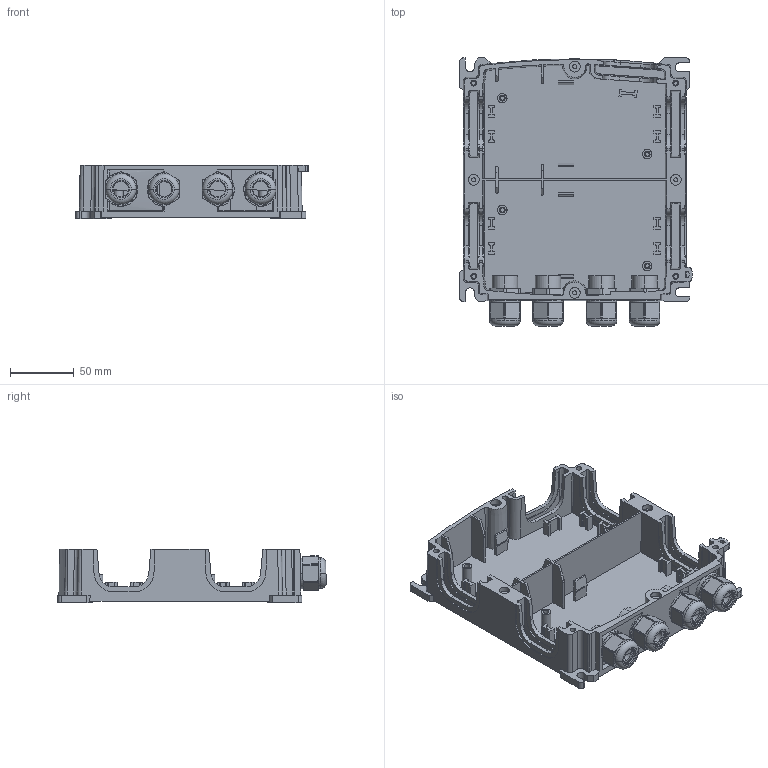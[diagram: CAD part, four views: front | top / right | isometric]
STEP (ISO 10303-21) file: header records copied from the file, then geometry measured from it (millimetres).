
FILE_DESCRIPTION(('CATIA V5 STEP Exchange','CAx-IF Rec.Pracs.--- Model Styling and Organization---1.4--- 2014-01-23'),'2;1');
FILE_NAME ('006728-2_2', '2022-05-17T13:07:40+00:00', ('none'), ('Weidmueller'), 'CATIA Version 5-6 Release 2016 SP3 HF44', 'CATIA V5 STEP AP214', 'none');
FILE_SCHEMA(('AUTOMOTIVE_DESIGN { 1 0 10303 214 1 1 1 1 }'));
Length unit declared in the file: millimetre
Products named in the file (1): S3D_1121990000
Bounding box: 183 x 211.14 x 42 mm (x, y, z)
Volume: 322128.2 mm3; surface area: 177776.5 mm2
Topology: 9 solids, 17 shells, 1189 faces, 3218 edges, 2135 vertices
Faces by surface type: plane 625, cylinder 437, cone 66, torus 40, bspline 21
Entity records: 42428 total; most frequent: CARTESIAN_POINT 13014, ORIENTED_EDGE 6436, DIRECTION 4663, EDGE_CURVE 3218, VERTEX_POINT 2135, VECTOR 1948, LINE 1948, AXIS2_PLACEMENT_3D 1828
